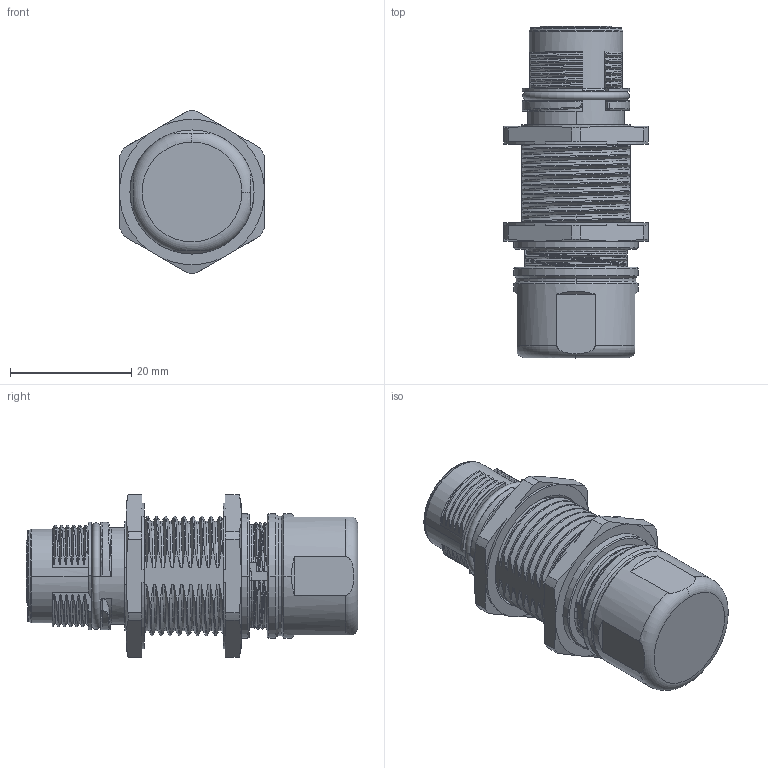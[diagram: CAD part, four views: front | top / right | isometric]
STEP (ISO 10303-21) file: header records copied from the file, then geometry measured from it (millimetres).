
FILE_DESCRIPTION((''),'2;1');
FILE_NAME('M17-XXX-CCT_RA-DXX-SH_SW0001','2023-12-15T',('tc.chen'),(''),'PRO/ENGINEER BY PARAMETRIC TECHNOLOGY CORPORATION, 2012480','PRO/ENGINEER BY PARAMETRIC TECHNOLOGY CORPORATION, 2012480','');
FILE_SCHEMA(('CONFIG_CONTROL_DESIGN'));
Products named in the file (1): M17-XXX-CCT_RA-DXX-SH_SW0001
Bounding box: 23.9 x 54.85 x 26.8 mm (x, y, z)
Volume: 14683.9 mm3; surface area: 8399.3 mm2
Topology: 1 solids, 3 shells, 899 faces, 2618 edges, 1711 vertices
Faces by surface type: plane 372, bspline 221, cylinder 201, cone 43, torus 32, extrusion 23, sphere 7
Entity records: 53012 total; most frequent: CARTESIAN_POINT 24899, ORIENTED_EDGE 5222, DIRECTION 3456, EDGE_CURVE 2611, VERTEX_POINT 1711, VECTOR 1354, LINE 1331, AXIS2_PLACEMENT_3D 1051
